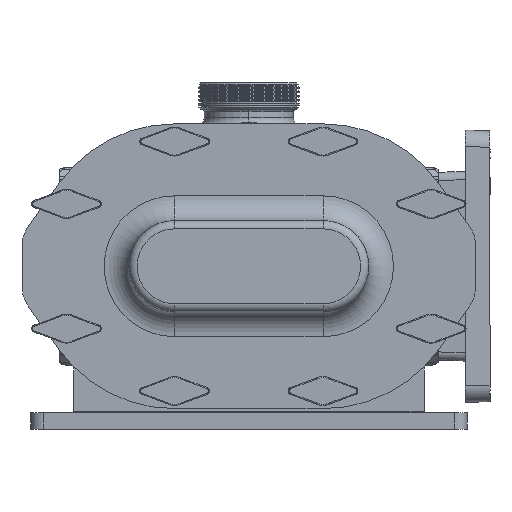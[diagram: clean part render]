
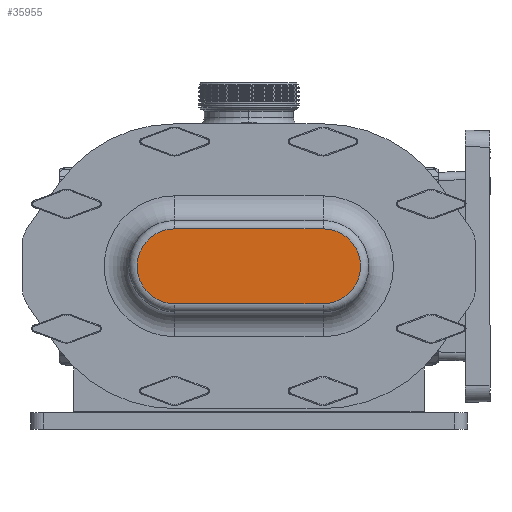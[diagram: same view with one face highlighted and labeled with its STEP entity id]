
A CAD part, left-side view. The second image highlights one B-rep face of the part: STEP entity #35955.
In plain terms, the highlighted planar face has unit normal (-1, 0, 0).
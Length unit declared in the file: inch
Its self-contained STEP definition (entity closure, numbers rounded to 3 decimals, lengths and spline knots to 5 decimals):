
#1651 = DIRECTION ( 'NONE',  ( 0., -1., 0. ) ) ;
#1761 = CIRCLE ( 'NONE', #25108, 1.135 ) ;
#2538 = EDGE_CURVE ( 'NONE', #22928, #38947, #1761, .T. ) ;
#2628 = LINE ( 'NONE', #18309, #27776 ) ;
#3723 = EDGE_LOOP ( 'NONE', ( #9490, #39985, #4002, #4149 ) ) ;
#4002 = ORIENTED_EDGE ( 'NONE', *, *, #10471, .T. ) ;
#4149 = ORIENTED_EDGE ( 'NONE', *, *, #21728, .T. ) ;
#6059 = CARTESIAN_POINT ( 'NONE',  ( -2.21, 2.25, 0. ) ) ;
#8488 = DIRECTION ( 'NONE',  ( 0., 0., 1. ) ) ;
#9198 = FACE_OUTER_BOUND ( 'NONE', #3723, .T. ) ;
#9490 = ORIENTED_EDGE ( 'NONE', *, *, #40474, .T. ) ;
#10399 = CARTESIAN_POINT ( 'NONE',  ( -2.21, 2.25, -1.135 ) ) ;
#10471 = EDGE_CURVE ( 'NONE', #38947, #28925, #26742, .T. ) ;
#10993 = DIRECTION ( 'NONE',  ( -1., 0., 0. ) ) ;
#12827 = DIRECTION ( 'NONE',  ( 0., 0., 1. ) ) ;
#15467 = PLANE ( 'NONE',  #39469 ) ;
#15666 = DIRECTION ( 'NONE',  ( 0., 0., 1. ) ) ;
#18069 = AXIS2_PLACEMENT_3D ( 'NONE', #37149, #10993, #8488 ) ;
#18187 = VERTEX_POINT ( 'NONE', #32434 ) ;
#18309 = CARTESIAN_POINT ( 'NONE',  ( -2.21, 2.25, 1.135 ) ) ;
#18800 = DIRECTION ( 'NONE',  ( -1., 0., 0. ) ) ;
#21728 = EDGE_CURVE ( 'NONE', #28925, #18187, #40790, .T. ) ;
#22928 = VERTEX_POINT ( 'NONE', #27674 ) ;
#23805 = CARTESIAN_POINT ( 'NONE',  ( -2.21, -2.25, -1.135 ) ) ;
#25108 = AXIS2_PLACEMENT_3D ( 'NONE', #28514, #35421, #12827 ) ;
#26742 = LINE ( 'NONE', #23805, #36802 ) ;
#27674 = CARTESIAN_POINT ( 'NONE',  ( -2.21, 2.25, 1.135 ) ) ;
#27776 = VECTOR ( 'NONE', #28543, 39.37008 ) ;
#28514 = CARTESIAN_POINT ( 'NONE',  ( -2.21, 2.25, 0. ) ) ;
#28543 = DIRECTION ( 'NONE',  ( 0., 1., 0. ) ) ;
#28925 = VERTEX_POINT ( 'NONE', #40416 ) ;
#32434 = CARTESIAN_POINT ( 'NONE',  ( -2.21, -2.25, 1.135 ) ) ;
#35421 = DIRECTION ( 'NONE',  ( -1., 0., 0. ) ) ;
#35955 = ADVANCED_FACE ( 'NONE', ( #9198 ), #15467, .T. ) ;
#36802 = VECTOR ( 'NONE', #1651, 39.37008 ) ;
#37149 = CARTESIAN_POINT ( 'NONE',  ( -2.21, -2.25, 0. ) ) ;
#38947 = VERTEX_POINT ( 'NONE', #10399 ) ;
#39469 = AXIS2_PLACEMENT_3D ( 'NONE', #6059, #18800, #15666 ) ;
#39985 = ORIENTED_EDGE ( 'NONE', *, *, #2538, .T. ) ;
#40416 = CARTESIAN_POINT ( 'NONE',  ( -2.21, -2.25, -1.135 ) ) ;
#40474 = EDGE_CURVE ( 'NONE', #18187, #22928, #2628, .T. ) ;
#40790 = CIRCLE ( 'NONE', #18069, 1.135 ) ;
